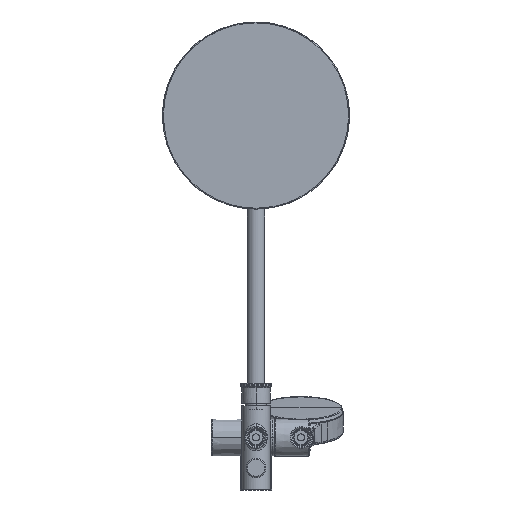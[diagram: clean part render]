
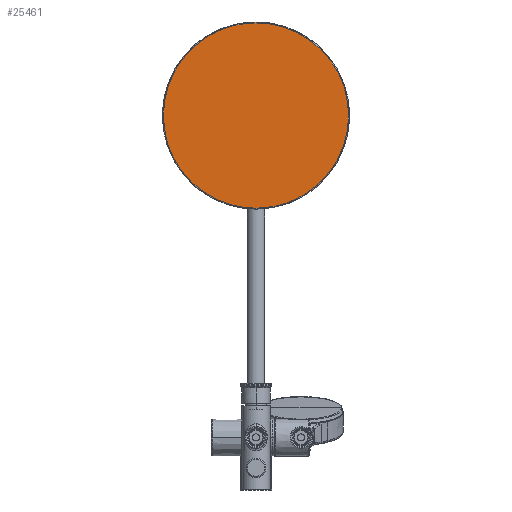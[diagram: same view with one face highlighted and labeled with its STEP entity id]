
A CAD part, front view. The second image highlights one B-rep face of the part: STEP entity #25461.
In plain terms, the highlighted planar face has unit normal (0, -1, 0).
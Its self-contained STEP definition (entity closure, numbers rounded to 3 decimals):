
#1360 = DIRECTION ( 'NONE',  ( 0., 1., 0. ) ) ;
#2233 = CARTESIAN_POINT ( 'NONE',  ( 0., 1008.53, 301.027 ) ) ;
#2337 = CARTESIAN_POINT ( 'NONE',  ( 0., 1008.53, 498.973 ) ) ;
#2556 = CARTESIAN_POINT ( 'NONE',  ( 197.946, 1008.53, 498.973 ) ) ;
#2560 = CARTESIAN_POINT ( 'NONE',  ( -197.946, 1008.53, 498.973 ) ) ;
#3096 = PLANE ( 'NONE',  #26657 ) ;
#3627 = VERTEX_POINT ( 'NONE', #16169 ) ;
#5020 = ORIENTED_EDGE ( 'NONE', *, *, #12070, .F. ) ;
#9926 = EDGE_CURVE ( 'NONE', #3627, #21153, #17380, .T. ) ;
#10384 = CARTESIAN_POINT ( 'NONE',  ( 0., 1008.53, 498.973 ) ) ;
#12070 = EDGE_CURVE ( 'NONE', #21153, #3627, #28306, .T. ) ;
#12691 = CARTESIAN_POINT ( 'NONE',  ( -197.946, 1008.53, 301.027 ) ) ;
#12796 = CARTESIAN_POINT ( 'NONE',  ( 0., 1008.53, 301.027 ) ) ;
#16169 = CARTESIAN_POINT ( 'NONE',  ( 0., 1008.53, 301.027 ) ) ;
#17111 = DIRECTION ( 'NONE',  ( 0., 0., 1. ) ) ;
#17380 =( BOUNDED_CURVE ( )  B_SPLINE_CURVE ( 3, ( #12796, #12691, #2560, #10384 ),
 .UNSPECIFIED., .F., .F. ) 
 B_SPLINE_CURVE_WITH_KNOTS ( ( 4, 4 ),
 ( 0., 1. ),
 .UNSPECIFIED. ) 
 CURVE ( )  GEOMETRIC_REPRESENTATION_ITEM ( )  RATIONAL_B_SPLINE_CURVE ( ( 1., 0.333, 0.333, 1. ) ) 
 REPRESENTATION_ITEM ( '' )  );
#17964 = CARTESIAN_POINT ( 'NONE',  ( 197.946, 1008.53, 301.027 ) ) ;
#18355 = CARTESIAN_POINT ( 'NONE',  ( 0., 1008.53, 498.973 ) ) ;
#21153 = VERTEX_POINT ( 'NONE', #18355 ) ;
#21247 = EDGE_LOOP ( 'NONE', ( #5020, #30978 ) ) ;
#22671 = FACE_OUTER_BOUND ( 'NONE', #21247, .T. ) ;
#25461 = ADVANCED_FACE ( 'NONE', ( #22671 ), #3096, .F. ) ;
#26657 = AXIS2_PLACEMENT_3D ( 'NONE', #29850, #1360, #17111 ) ;
#28306 =( BOUNDED_CURVE ( )  B_SPLINE_CURVE ( 3, ( #2337, #2556, #17964, #2233 ),
 .UNSPECIFIED., .F., .T. ) 
 B_SPLINE_CURVE_WITH_KNOTS ( ( 4, 4 ),
 ( 0., 1. ),
 .UNSPECIFIED. ) 
 CURVE ( )  GEOMETRIC_REPRESENTATION_ITEM ( )  RATIONAL_B_SPLINE_CURVE ( ( 1., 0.333, 0.333, 1. ) ) 
 REPRESENTATION_ITEM ( '' )  );
#29850 = CARTESIAN_POINT ( 'NONE',  ( 0., 1008.53, 400. ) ) ;
#30978 = ORIENTED_EDGE ( 'NONE', *, *, #9926, .F. ) ;
